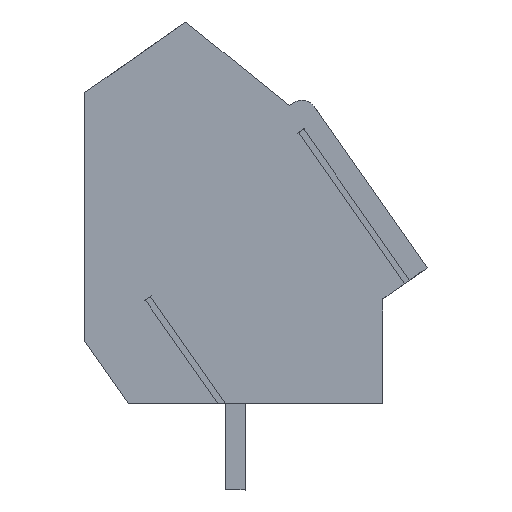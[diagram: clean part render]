
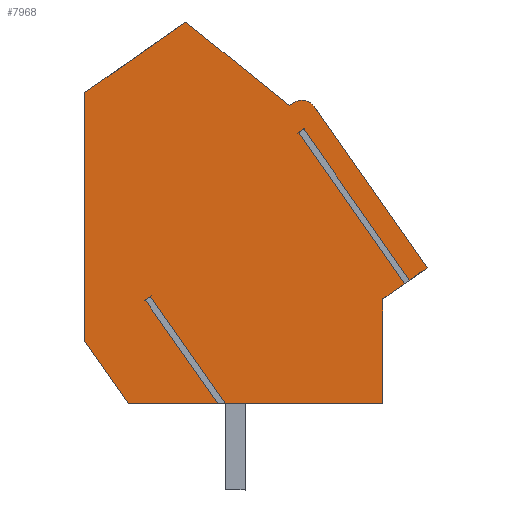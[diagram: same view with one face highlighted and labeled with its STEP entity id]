
A CAD part, left-side view. The second image highlights one B-rep face of the part: STEP entity #7968.
In plain terms, the highlighted planar face has unit normal (-1, 0, 0).
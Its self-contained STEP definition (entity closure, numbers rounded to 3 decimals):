
#6547=AXIS2_PLACEMENT_3D('Circle Axis2P3D',#6545,#6546,$) ;
#7908=AXIS2_PLACEMENT_3D('Plane Axis2P3D',#7905,#7906,#7907) ;
#6193=CARTESIAN_POINT('Vertex',(0.,1.8,3.5)) ;
#6196=CARTESIAN_POINT('Line Origine',(0.,4.996,3.5)) ;
#6200=CARTESIAN_POINT('Vertex',(0.,8.192,3.5)) ;
#6221=CARTESIAN_POINT('Vertex',(0.,8.496,3.5)) ;
#6224=CARTESIAN_POINT('Line Origine',(0.,10.312,3.5)) ;
#6228=CARTESIAN_POINT('Vertex',(0.,12.128,3.5)) ;
#6316=CARTESIAN_POINT('Line Origine',(0.,13.014,4.765)) ;
#6320=CARTESIAN_POINT('Vertex',(0.,13.9,6.03)) ;
#6341=CARTESIAN_POINT('Line Origine',(0.,13.9,11.081)) ;
#6345=CARTESIAN_POINT('Vertex',(0.,13.9,16.132)) ;
#6434=CARTESIAN_POINT('Line Origine',(0.,11.852,17.566)) ;
#6438=CARTESIAN_POINT('Vertex',(0.,9.804,19.)) ;
#6495=CARTESIAN_POINT('Line Origine',(0.,7.696,17.302)) ;
#6499=CARTESIAN_POINT('Vertex',(0.,5.588,15.604)) ;
#6520=CARTESIAN_POINT('Line Origine',(0.,5.506,15.662)) ;
#6524=CARTESIAN_POINT('Vertex',(0.,5.424,15.719)) ;
#6545=CARTESIAN_POINT('Axis2P3D Location',(0.,5.08,15.227)) ;
#6549=CARTESIAN_POINT('Vertex',(0.,4.589,15.572)) ;
#6570=CARTESIAN_POINT('Line Origine',(0.,2.294,12.295)) ;
#6574=CARTESIAN_POINT('Vertex',(0.,0.,9.018)) ;
#6663=CARTESIAN_POINT('Line Origine',(0.,0.358,8.767)) ;
#6667=CARTESIAN_POINT('Vertex',(0.,0.717,8.516)) ;
#6688=CARTESIAN_POINT('Vertex',(0.,0.921,8.373)) ;
#6691=CARTESIAN_POINT('Line Origine',(0.,1.361,8.066)) ;
#6695=CARTESIAN_POINT('Vertex',(0.,1.8,7.758)) ;
#7892=CARTESIAN_POINT('Line Origine',(0.,1.8,5.629)) ;
#7905=CARTESIAN_POINT('Axis2P3D Location',(0.,13.9,0.)) ;
#7910=CARTESIAN_POINT('Line Origine',(0.,9.972,5.608)) ;
#7914=CARTESIAN_POINT('Vertex',(0.,11.448,7.716)) ;
#7917=CARTESIAN_POINT('Line Origine',(0.,11.346,7.788)) ;
#7921=CARTESIAN_POINT('Vertex',(0.,11.244,7.859)) ;
#7924=CARTESIAN_POINT('Line Origine',(0.,9.718,5.68)) ;
#7929=CARTESIAN_POINT('Line Origine',(0.,3.072,11.445)) ;
#7933=CARTESIAN_POINT('Vertex',(0.,5.223,14.517)) ;
#7936=CARTESIAN_POINT('Line Origine',(0.,5.121,14.588)) ;
#7940=CARTESIAN_POINT('Vertex',(0.,5.019,14.66)) ;
#7943=CARTESIAN_POINT('Line Origine',(0.,2.868,11.588)) ;
#6197=DIRECTION('Vector Direction',(0.,1.,0.)) ;
#6225=DIRECTION('Vector Direction',(0.,1.,0.)) ;
#6317=DIRECTION('Vector Direction',(0.,0.574,0.819)) ;
#6342=DIRECTION('Vector Direction',(0.,0.,1.)) ;
#6435=DIRECTION('Vector Direction',(0.,-0.819,0.574)) ;
#6496=DIRECTION('Vector Direction',(0.,-0.779,-0.627)) ;
#6521=DIRECTION('Vector Direction',(0.,-0.819,0.574)) ;
#6546=DIRECTION('Axis2P3D Direction',(-1.,0.,0.)) ;
#6571=DIRECTION('Vector Direction',(0.,-0.574,-0.819)) ;
#6664=DIRECTION('Vector Direction',(0.,0.819,-0.574)) ;
#6692=DIRECTION('Vector Direction',(0.,0.819,-0.574)) ;
#7893=DIRECTION('Vector Direction',(0.,0.,-1.)) ;
#7906=DIRECTION('Axis2P3D Direction',(-1.,0.,0.)) ;
#7907=DIRECTION('Axis2P3D XDirection',(0.,-1.,0.)) ;
#7911=DIRECTION('Vector Direction',(0.,-0.574,-0.819)) ;
#7918=DIRECTION('Vector Direction',(0.,0.819,-0.574)) ;
#7925=DIRECTION('Vector Direction',(0.,-0.574,-0.819)) ;
#7930=DIRECTION('Vector Direction',(0.,-0.574,-0.819)) ;
#7937=DIRECTION('Vector Direction',(0.,0.819,-0.574)) ;
#7944=DIRECTION('Vector Direction',(0.,-0.574,-0.819)) ;
#6198=VECTOR('Line Direction',#6197,1.) ;
#6226=VECTOR('Line Direction',#6225,1.) ;
#6318=VECTOR('Line Direction',#6317,1.) ;
#6343=VECTOR('Line Direction',#6342,1.) ;
#6436=VECTOR('Line Direction',#6435,1.) ;
#6497=VECTOR('Line Direction',#6496,1.) ;
#6522=VECTOR('Line Direction',#6521,1.) ;
#6572=VECTOR('Line Direction',#6571,1.) ;
#6665=VECTOR('Line Direction',#6664,1.) ;
#6693=VECTOR('Line Direction',#6692,1.) ;
#7894=VECTOR('Line Direction',#7893,1.) ;
#7912=VECTOR('Line Direction',#7911,1.) ;
#7919=VECTOR('Line Direction',#7918,1.) ;
#7926=VECTOR('Line Direction',#7925,1.) ;
#7931=VECTOR('Line Direction',#7930,1.) ;
#7938=VECTOR('Line Direction',#7937,1.) ;
#7945=VECTOR('Line Direction',#7944,1.) ;
#7949=ORIENTED_EDGE('',*,*,#6669,.T.) ;
#7950=ORIENTED_EDGE('',*,*,#6576,.T.) ;
#7951=ORIENTED_EDGE('',*,*,#6551,.T.) ;
#7952=ORIENTED_EDGE('',*,*,#6526,.T.) ;
#7953=ORIENTED_EDGE('',*,*,#6501,.T.) ;
#7954=ORIENTED_EDGE('',*,*,#6440,.T.) ;
#7955=ORIENTED_EDGE('',*,*,#6347,.T.) ;
#7956=ORIENTED_EDGE('',*,*,#6322,.T.) ;
#7957=ORIENTED_EDGE('',*,*,#6230,.T.) ;
#7958=ORIENTED_EDGE('',*,*,#7916,.F.) ;
#7959=ORIENTED_EDGE('',*,*,#7923,.F.) ;
#7960=ORIENTED_EDGE('',*,*,#7928,.T.) ;
#7961=ORIENTED_EDGE('',*,*,#6202,.T.) ;
#7962=ORIENTED_EDGE('',*,*,#7896,.T.) ;
#7963=ORIENTED_EDGE('',*,*,#6697,.T.) ;
#7964=ORIENTED_EDGE('',*,*,#7935,.F.) ;
#7965=ORIENTED_EDGE('',*,*,#7942,.F.) ;
#7966=ORIENTED_EDGE('',*,*,#7947,.T.) ;
#7968=ADVANCED_FACE('HOUSING',(#7967),#7909,.T.) ;
#6548=CIRCLE('generated circle',#6547,0.6) ;
#6202=EDGE_CURVE('',#6201,#6194,#6199,.F.) ;
#6230=EDGE_CURVE('',#6229,#6222,#6227,.F.) ;
#6322=EDGE_CURVE('',#6321,#6229,#6319,.F.) ;
#6347=EDGE_CURVE('',#6346,#6321,#6344,.F.) ;
#6440=EDGE_CURVE('',#6439,#6346,#6437,.F.) ;
#6501=EDGE_CURVE('',#6500,#6439,#6498,.F.) ;
#6526=EDGE_CURVE('',#6525,#6500,#6523,.F.) ;
#6551=EDGE_CURVE('',#6550,#6525,#6548,.T.) ;
#6576=EDGE_CURVE('',#6575,#6550,#6573,.F.) ;
#6669=EDGE_CURVE('',#6668,#6575,#6666,.F.) ;
#6697=EDGE_CURVE('',#6696,#6689,#6694,.F.) ;
#7896=EDGE_CURVE('',#6194,#6696,#7895,.F.) ;
#7916=EDGE_CURVE('',#7915,#6222,#7913,.T.) ;
#7923=EDGE_CURVE('',#7922,#7915,#7920,.T.) ;
#7928=EDGE_CURVE('',#7922,#6201,#7927,.T.) ;
#7935=EDGE_CURVE('',#7934,#6689,#7932,.T.) ;
#7942=EDGE_CURVE('',#7941,#7934,#7939,.T.) ;
#7947=EDGE_CURVE('',#7941,#6668,#7946,.T.) ;
#7948=EDGE_LOOP('',(#7949,#7950,#7951,#7952,#7953,#7954,#7955,#7956,#7957,#7958,#7959,#7960,#7961,#7962,#7963,#7964,#7965,#7966)) ;
#7967=FACE_OUTER_BOUND('',#7948,.T.) ;
#6199=LINE('Line',#6196,#6198) ;
#6227=LINE('Line',#6224,#6226) ;
#6319=LINE('Line',#6316,#6318) ;
#6344=LINE('Line',#6341,#6343) ;
#6437=LINE('Line',#6434,#6436) ;
#6498=LINE('Line',#6495,#6497) ;
#6523=LINE('Line',#6520,#6522) ;
#6573=LINE('Line',#6570,#6572) ;
#6666=LINE('Line',#6663,#6665) ;
#6694=LINE('Line',#6691,#6693) ;
#7895=LINE('Line',#7892,#7894) ;
#7913=LINE('Line',#7910,#7912) ;
#7920=LINE('Line',#7917,#7919) ;
#7927=LINE('Line',#7924,#7926) ;
#7932=LINE('Line',#7929,#7931) ;
#7939=LINE('Line',#7936,#7938) ;
#7946=LINE('Line',#7943,#7945) ;
#7909=PLANE('',#7908) ;
#6194=VERTEX_POINT('',#6193) ;
#6201=VERTEX_POINT('',#6200) ;
#6222=VERTEX_POINT('',#6221) ;
#6229=VERTEX_POINT('',#6228) ;
#6321=VERTEX_POINT('',#6320) ;
#6346=VERTEX_POINT('',#6345) ;
#6439=VERTEX_POINT('',#6438) ;
#6500=VERTEX_POINT('',#6499) ;
#6525=VERTEX_POINT('',#6524) ;
#6550=VERTEX_POINT('',#6549) ;
#6575=VERTEX_POINT('',#6574) ;
#6668=VERTEX_POINT('',#6667) ;
#6689=VERTEX_POINT('',#6688) ;
#6696=VERTEX_POINT('',#6695) ;
#7915=VERTEX_POINT('',#7914) ;
#7922=VERTEX_POINT('',#7921) ;
#7934=VERTEX_POINT('',#7933) ;
#7941=VERTEX_POINT('',#7940) ;
